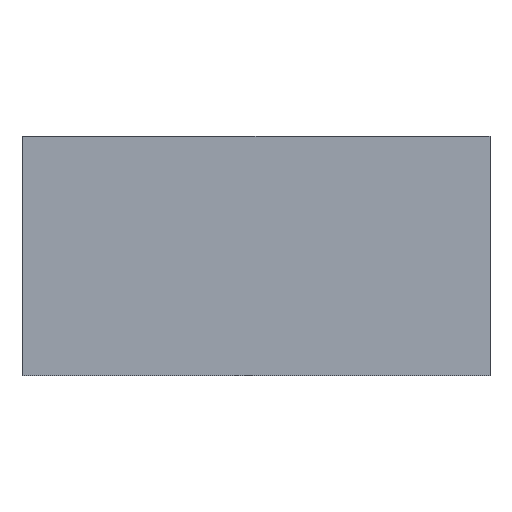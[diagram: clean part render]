
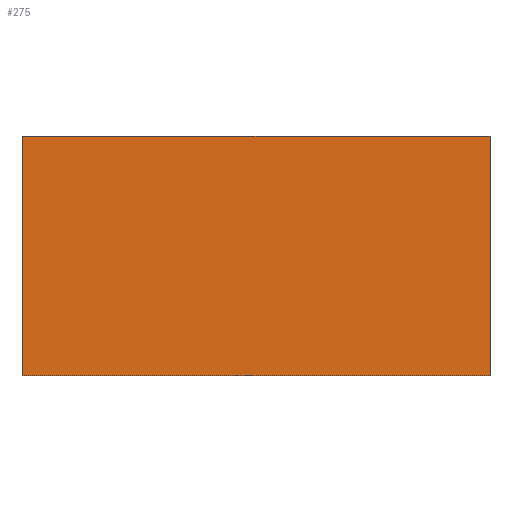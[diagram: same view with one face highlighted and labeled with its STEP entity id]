
A CAD part, front view. The second image highlights one B-rep face of the part: STEP entity #275.
In plain terms, the highlighted planar face has unit normal (0, -1, 0).
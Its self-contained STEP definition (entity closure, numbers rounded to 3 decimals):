
#275 = ADVANCED_FACE( '', ( #574 ), #575, .F. );
#574 = FACE_OUTER_BOUND( '', #929, .T. );
#575 = PLANE( '', #930 );
#929 = EDGE_LOOP( '', ( #1660, #1661, #1662, #1663, #1664, #1665, #1666, #1667, #1668, #1669, #1670, #1671 ) );
#930 = AXIS2_PLACEMENT_3D( '', #1672, #1673, #1674 );
#1660 = ORIENTED_EDGE( '', *, *, #2523, .F. );
#1661 = ORIENTED_EDGE( '', *, *, #2443, .T. );
#1662 = ORIENTED_EDGE( '', *, *, #2524, .F. );
#1663 = ORIENTED_EDGE( '', *, *, #2525, .F. );
#1664 = ORIENTED_EDGE( '', *, *, #2526, .T. );
#1665 = ORIENTED_EDGE( '', *, *, #2527, .T. );
#1666 = ORIENTED_EDGE( '', *, *, #2528, .F. );
#1667 = ORIENTED_EDGE( '', *, *, #2400, .T. );
#1668 = ORIENTED_EDGE( '', *, *, #2529, .T. );
#1669 = ORIENTED_EDGE( '', *, *, #2530, .F. );
#1670 = ORIENTED_EDGE( '', *, *, #2438, .F. );
#1671 = ORIENTED_EDGE( '', *, *, #2531, .F. );
#1672 = CARTESIAN_POINT( '', ( -2.05, -2.05, 2.1 ) );
#1673 = DIRECTION( '', ( 0., 1., 0. ) );
#1674 = DIRECTION( '', ( 0., 0., 1. ) );
#2400 = EDGE_CURVE( '', #2844, #2842, #2845, .T. );
#2438 = EDGE_CURVE( '', #2908, #2910, #2911, .T. );
#2443 = EDGE_CURVE( '', #2918, #2916, #2919, .T. );
#2523 = EDGE_CURVE( '', #2918, #3038, #3039, .T. );
#2524 = EDGE_CURVE( '', #3040, #2916, #3041, .T. );
#2525 = EDGE_CURVE( '', #3042, #3040, #3043, .T. );
#2526 = EDGE_CURVE( '', #3042, #3044, #3045, .T. );
#2527 = EDGE_CURVE( '', #3044, #3046, #3047, .T. );
#2528 = EDGE_CURVE( '', #2844, #3046, #3048, .T. );
#2529 = EDGE_CURVE( '', #2842, #3049, #3050, .T. );
#2530 = EDGE_CURVE( '', #2910, #3049, #3051, .T. );
#2531 = EDGE_CURVE( '', #3038, #2908, #3052, .T. );
#2842 = VERTEX_POINT( '', #3563 );
#2844 = VERTEX_POINT( '', #3566 );
#2845 = LINE( '', #3567, #3568 );
#2908 = VERTEX_POINT( '', #3709 );
#2910 = VERTEX_POINT( '', #3712 );
#2911 = LINE( '', #3713, #3714 );
#2916 = VERTEX_POINT( '', #3720 );
#2918 = VERTEX_POINT( '', #3723 );
#2919 = LINE( '', #3724, #3725 );
#3038 = VERTEX_POINT( '', #4103 );
#3039 = LINE( '', #4104, #4105 );
#3040 = VERTEX_POINT( '', #4106 );
#3041 = LINE( '', #4107, #4108 );
#3042 = VERTEX_POINT( '', #4109 );
#3043 = LINE( '', #4110, #4111 );
#3044 = VERTEX_POINT( '', #4112 );
#3045 = LINE( '', #4113, #4114 );
#3046 = VERTEX_POINT( '', #4115 );
#3047 = LINE( '', #4116, #4117 );
#3048 = LINE( '', #4118, #4119 );
#3049 = VERTEX_POINT( '', #4120 );
#3050 = LINE( '', #4121, #4122 );
#3051 = LINE( '', #4123, #4124 );
#3052 = LINE( '', #4125, #4126 );
#3563 = CARTESIAN_POINT( '', ( -2.05, -2.05, 0. ) );
#3566 = CARTESIAN_POINT( '', ( -2.05, -2.05, 2.1 ) );
#3567 = CARTESIAN_POINT( '', ( -2.05, -2.05, 2.1 ) );
#3568 = VECTOR( '', #4663, 1000. );
#3709 = CARTESIAN_POINT( '', ( 1.6, -2.05, 2.1 ) );
#3712 = CARTESIAN_POINT( '', ( 2.05, -2.05, 2.1 ) );
#3713 = CARTESIAN_POINT( '', ( -2.05, -2.05, 2.1 ) );
#3714 = VECTOR( '', #4681, 1000. );
#3720 = CARTESIAN_POINT( '', ( 0.8, -2.05, 2.1 ) );
#3723 = CARTESIAN_POINT( '', ( 0.8, -2.05, 2.1 ) );
#3724 = CARTESIAN_POINT( '', ( 0.8, -2.05, 2.1 ) );
#3725 = VECTOR( '', #4684, 1000. );
#4103 = CARTESIAN_POINT( '', ( 1.6, -2.05, 2.1 ) );
#4104 = CARTESIAN_POINT( '', ( 0.8, -2.05, 2.1 ) );
#4105 = VECTOR( '', #4721, 1000. );
#4106 = CARTESIAN_POINT( '', ( -0.8, -2.05, 2.1 ) );
#4107 = CARTESIAN_POINT( '', ( -2.05, -2.05, 2.1 ) );
#4108 = VECTOR( '', #4722, 1000. );
#4109 = CARTESIAN_POINT( '', ( -0.8, -2.05, 2.1 ) );
#4110 = CARTESIAN_POINT( '', ( -0.8, -2.05, 2.1 ) );
#4111 = VECTOR( '', #4723, 1000. );
#4112 = CARTESIAN_POINT( '', ( -1.6, -2.05, 2.1 ) );
#4113 = CARTESIAN_POINT( '', ( -0.8, -2.05, 2.1 ) );
#4114 = VECTOR( '', #4724, 1000. );
#4115 = CARTESIAN_POINT( '', ( -1.6, -2.05, 2.1 ) );
#4116 = CARTESIAN_POINT( '', ( -1.6, -2.05, 2.1 ) );
#4117 = VECTOR( '', #4725, 1000. );
#4118 = CARTESIAN_POINT( '', ( -2.05, -2.05, 2.1 ) );
#4119 = VECTOR( '', #4726, 1000. );
#4120 = CARTESIAN_POINT( '', ( 2.05, -2.05, 0. ) );
#4121 = CARTESIAN_POINT( '', ( -2.05, -2.05, 0. ) );
#4122 = VECTOR( '', #4727, 1000. );
#4123 = CARTESIAN_POINT( '', ( 2.05, -2.05, 2.1 ) );
#4124 = VECTOR( '', #4728, 1000. );
#4125 = CARTESIAN_POINT( '', ( 1.6, -2.05, 2.1 ) );
#4126 = VECTOR( '', #4729, 1000. );
#4663 = DIRECTION( '', ( 0., 0., -1. ) );
#4681 = DIRECTION( '', ( 1., 0., 0. ) );
#4684 = DIRECTION( '', ( 0., 0., 1. ) );
#4721 = DIRECTION( '', ( 1., 0., 0. ) );
#4722 = DIRECTION( '', ( 1., 0., 0. ) );
#4723 = DIRECTION( '', ( 0., 0., 1. ) );
#4724 = DIRECTION( '', ( -1., 0., 0. ) );
#4725 = DIRECTION( '', ( 0., 0., 1. ) );
#4726 = DIRECTION( '', ( 1., 0., 0. ) );
#4727 = DIRECTION( '', ( 1., 0., 0. ) );
#4728 = DIRECTION( '', ( 0., 0., -1. ) );
#4729 = DIRECTION( '', ( 0., 0., 1. ) );
